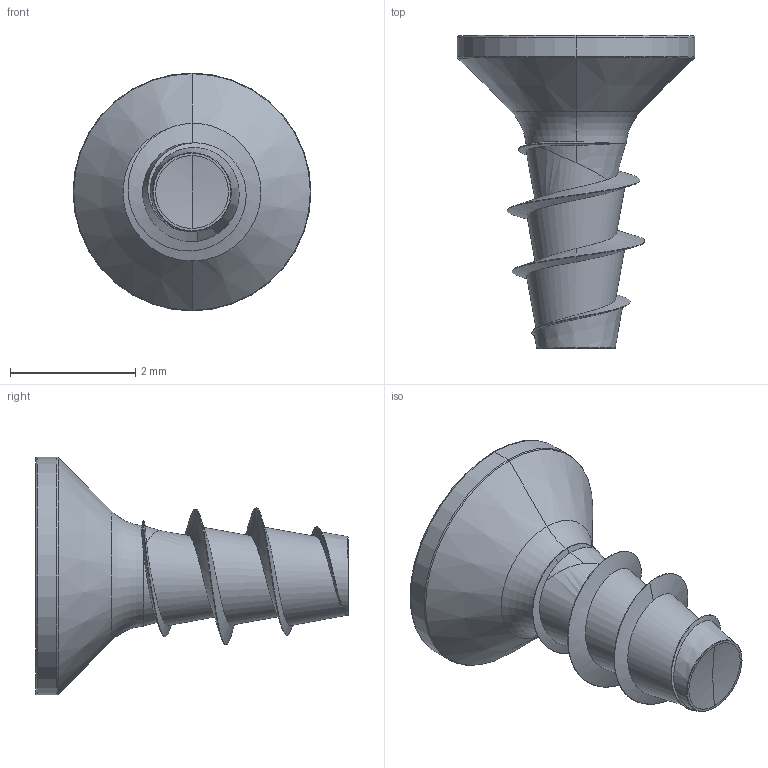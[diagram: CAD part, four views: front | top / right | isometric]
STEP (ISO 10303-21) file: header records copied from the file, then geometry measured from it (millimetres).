
FILE_DESCRIPTION (( 'STEP AP203' ), '1' );
FILE_NAME ('STP33A0220050.STEP', '2019-12-12T03:44:22', ( '' ), ( '' ), 'SwSTEP 2.0', 'SolidWorks 2015', '' );
FILE_SCHEMA (( 'CONFIG_CONTROL_DESIGN' ));
Length unit declared in the file: millimetre
Products named in the file (2): STP33A0220050
Bounding box: 3.8 x 5 x 3.8 mm (x, y, z)
Volume: 15.7 mm3; surface area: 59.7 mm2
Topology: 1 solids, 1 shells, 158 faces, 350 edges, 194 vertices
Faces by surface type: bspline 48, cylinder 43, sphere 26, plane 23, cone 12, torus 6
Entity records: 8650 total; most frequent: CARTESIAN_POINT 5384, ORIENTED_EDGE 696, DIRECTION 598, EDGE_CURVE 348, AXIS2_PLACEMENT_3D 250, VERTEX_POINT 194, EDGE_LOOP 160, FACE_OUTER_BOUND 158
